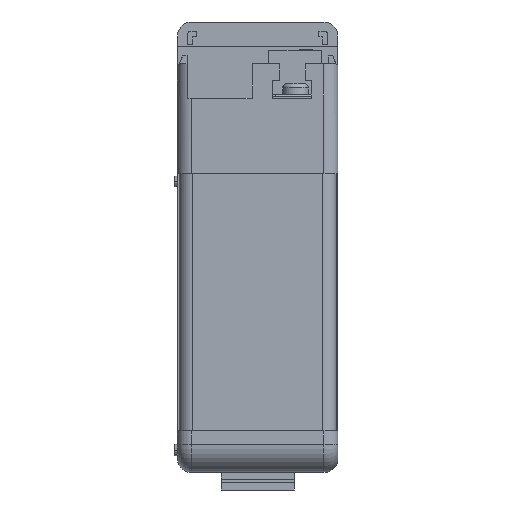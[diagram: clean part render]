
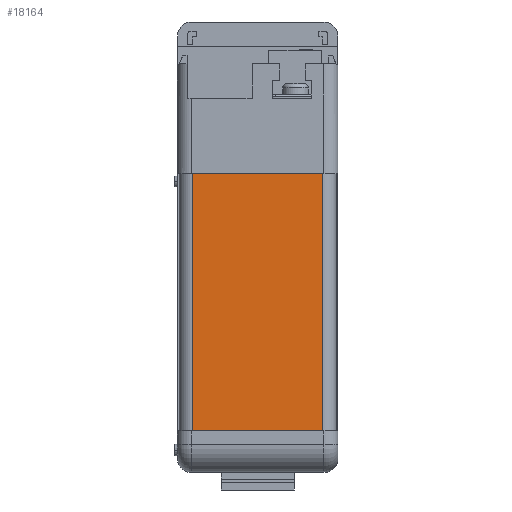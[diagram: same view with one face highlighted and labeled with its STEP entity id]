
A CAD part, front view. The second image highlights one B-rep face of the part: STEP entity #18164.
In plain terms, the highlighted planar face has unit normal (0, -1, 0).
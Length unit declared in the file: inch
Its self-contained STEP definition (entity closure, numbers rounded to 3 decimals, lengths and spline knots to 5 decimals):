
#466 = ORIENTED_EDGE ( 'NONE', *, *, #7440, .T. ) ;
#710 = CARTESIAN_POINT ( 'NONE',  ( -0.5775, -2.9375, -1.63 ) ) ;
#1874 = DIRECTION ( 'NONE',  ( -1., 0., 0. ) ) ;
#2335 = DIRECTION ( 'NONE',  ( 0., 0., -1. ) ) ;
#2754 = ORIENTED_EDGE ( 'NONE', *, *, #4408, .F. ) ;
#3012 = VERTEX_POINT ( 'NONE', #7733 ) ;
#3814 = CARTESIAN_POINT ( 'NONE',  ( -0.5775, -2.9375, 0.655 ) ) ;
#4408 = EDGE_CURVE ( 'NONE', #12089, #12080, #11434, .T. ) ;
#5161 = CARTESIAN_POINT ( 'NONE',  ( 0.5775, -2.9375, 0.655 ) ) ;
#5616 = CARTESIAN_POINT ( 'NONE',  ( 0.5775, -2.9375, 0.655 ) ) ;
#5631 = CARTESIAN_POINT ( 'NONE',  ( 0.5775, -2.9375, 0.655 ) ) ;
#5813 = EDGE_CURVE ( 'NONE', #12556, #3012, #14812, .T. ) ;
#6133 = VECTOR ( 'NONE', #1874, 39.37008 ) ;
#6464 = EDGE_CURVE ( 'NONE', #12556, #12089, #13550, .T. ) ;
#7124 = VECTOR ( 'NONE', #16511, 39.37008 ) ;
#7275 = DIRECTION ( 'NONE',  ( 0., 0., -1. ) ) ;
#7440 = EDGE_CURVE ( 'NONE', #3012, #12080, #8614, .T. ) ;
#7532 = ORIENTED_EDGE ( 'NONE', *, *, #5813, .T. ) ;
#7733 = CARTESIAN_POINT ( 'NONE',  ( -0.5775, -2.9375, 0.655 ) ) ;
#8614 = LINE ( 'NONE', #3814, #16770 ) ;
#8731 = EDGE_LOOP ( 'NONE', ( #2754, #13691, #7532, #466 ) ) ;
#9955 = CARTESIAN_POINT ( 'NONE',  ( 0.5775, -2.9375, -1.63 ) ) ;
#11434 = LINE ( 'NONE', #9955, #7124 ) ;
#12080 = VERTEX_POINT ( 'NONE', #710 ) ;
#12089 = VERTEX_POINT ( 'NONE', #20575 ) ;
#12556 = VERTEX_POINT ( 'NONE', #5161 ) ;
#13013 = VECTOR ( 'NONE', #13736, 39.37008 ) ;
#13550 = LINE ( 'NONE', #5616, #13013 ) ;
#13680 = PLANE ( 'NONE',  #16200 ) ;
#13691 = ORIENTED_EDGE ( 'NONE', *, *, #6464, .F. ) ;
#13736 = DIRECTION ( 'NONE',  ( 0., 0., -1. ) ) ;
#14812 = LINE ( 'NONE', #16291, #6133 ) ;
#16200 = AXIS2_PLACEMENT_3D ( 'NONE', #5631, #17010, #7275 ) ;
#16291 = CARTESIAN_POINT ( 'NONE',  ( 0.5775, -2.9375, 0.655 ) ) ;
#16511 = DIRECTION ( 'NONE',  ( -1., 0., 0. ) ) ;
#16770 = VECTOR ( 'NONE', #2335, 39.37008 ) ;
#17010 = DIRECTION ( 'NONE',  ( 0., -1., 0. ) ) ;
#18164 = ADVANCED_FACE ( 'NONE', ( #20273 ), #13680, .T. ) ;
#20273 = FACE_OUTER_BOUND ( 'NONE', #8731, .T. ) ;
#20575 = CARTESIAN_POINT ( 'NONE',  ( 0.5775, -2.9375, -1.63 ) ) ;
